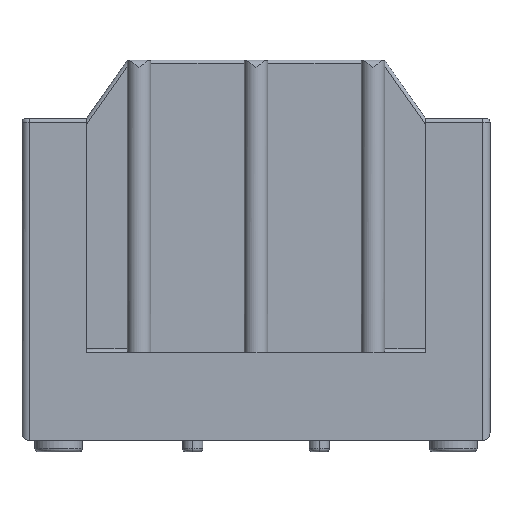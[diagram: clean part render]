
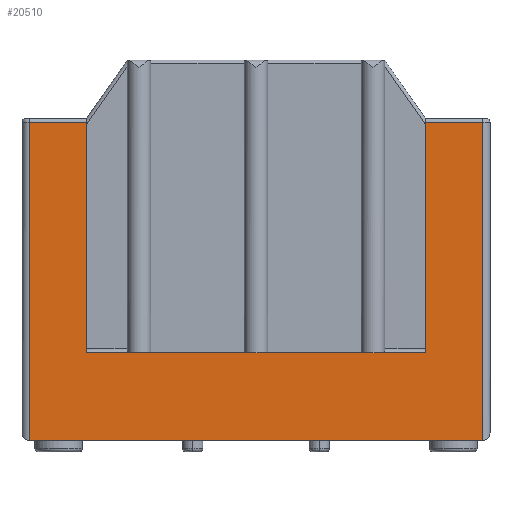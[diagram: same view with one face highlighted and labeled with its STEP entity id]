
A CAD part, left-side view. The second image highlights one B-rep face of the part: STEP entity #20510.
In plain terms, the highlighted planar face has unit normal (-1, 0, 0).
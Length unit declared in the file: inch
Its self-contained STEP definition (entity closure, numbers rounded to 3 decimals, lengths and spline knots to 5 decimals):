
#210 = DIRECTION ( 'NONE',  ( 0., 1., 0. ) ) ;
#212 = VECTOR ( 'NONE', #18921, 39.37008 ) ;
#435 = VECTOR ( 'NONE', #22365, 39.37008 ) ;
#571 = VECTOR ( 'NONE', #7694, 39.37008 ) ;
#816 = LINE ( 'NONE', #11825, #9670 ) ;
#876 = DIRECTION ( 'NONE',  ( 0., 0., 1. ) ) ;
#1074 = CARTESIAN_POINT ( 'NONE',  ( -1., 0., -2.5 ) ) ;
#1130 = CARTESIAN_POINT ( 'NONE',  ( -1., 0., -2.5 ) ) ;
#1198 = ORIENTED_EDGE ( 'NONE', *, *, #1209, .F. ) ;
#1209 = EDGE_CURVE ( 'NONE', #7727, #7344, #4956, .T. ) ;
#1659 = CARTESIAN_POINT ( 'NONE',  ( -1., 0., -3.25 ) ) ;
#1695 = ORIENTED_EDGE ( 'NONE', *, *, #12467, .T. ) ;
#1800 = PLANE ( 'NONE',  #10747 ) ;
#1828 = CARTESIAN_POINT ( 'NONE',  ( -1., 0., -0.5312 ) ) ;
#2016 = VECTOR ( 'NONE', #19540, 39.37008 ) ;
#2191 = CARTESIAN_POINT ( 'NONE',  ( -1., -1.45, -2.5 ) ) ;
#2211 = CARTESIAN_POINT ( 'NONE',  ( -1., -1.9375, -0.5312 ) ) ;
#2242 = VERTEX_POINT ( 'NONE', #8710 ) ;
#2544 = ORIENTED_EDGE ( 'NONE', *, *, #4222, .T. ) ;
#2642 = ORIENTED_EDGE ( 'NONE', *, *, #16768, .T. ) ;
#2942 = LINE ( 'NONE', #1074, #19366 ) ;
#3077 = ORIENTED_EDGE ( 'NONE', *, *, #22617, .F. ) ;
#3248 = ORIENTED_EDGE ( 'NONE', *, *, #15098, .F. ) ;
#3438 = ORIENTED_EDGE ( 'NONE', *, *, #3938, .F. ) ;
#3546 = VECTOR ( 'NONE', #876, 39.37008 ) ;
#3587 = VECTOR ( 'NONE', #13897, 39.37008 ) ;
#3938 = EDGE_CURVE ( 'NONE', #22369, #16725, #9828, .T. ) ;
#4222 = EDGE_CURVE ( 'NONE', #2242, #7025, #15050, .T. ) ;
#4451 = VERTEX_POINT ( 'NONE', #19339 ) ;
#4956 = LINE ( 'NONE', #1659, #13798 ) ;
#5411 = DIRECTION ( 'NONE',  ( -1., 0., 0. ) ) ;
#5898 = LINE ( 'NONE', #8057, #14719 ) ;
#6428 = ORIENTED_EDGE ( 'NONE', *, *, #8713, .F. ) ;
#6699 = LINE ( 'NONE', #16074, #2016 ) ;
#7025 = VERTEX_POINT ( 'NONE', #11874 ) ;
#7344 = VERTEX_POINT ( 'NONE', #8166 ) ;
#7436 = ORIENTED_EDGE ( 'NONE', *, *, #9223, .T. ) ;
#7694 = DIRECTION ( 'NONE',  ( 0., -1., 0. ) ) ;
#7727 = VERTEX_POINT ( 'NONE', #16750 ) ;
#7928 = ORIENTED_EDGE ( 'NONE', *, *, #11624, .T. ) ;
#8057 = CARTESIAN_POINT ( 'NONE',  ( -1., 0., -2.5 ) ) ;
#8166 = CARTESIAN_POINT ( 'NONE',  ( -1., 1.9375, -3.25 ) ) ;
#8247 = ORIENTED_EDGE ( 'NONE', *, *, #16016, .F. ) ;
#8710 = CARTESIAN_POINT ( 'NONE',  ( -1., 1.45, -0.5312 ) ) ;
#8713 = EDGE_CURVE ( 'NONE', #22403, #22538, #17731, .T. ) ;
#9223 = EDGE_CURVE ( 'NONE', #21809, #22538, #9599, .T. ) ;
#9599 = LINE ( 'NONE', #11707, #212 ) ;
#9670 = VECTOR ( 'NONE', #10032, 39.37008 ) ;
#9828 = LINE ( 'NONE', #1130, #435 ) ;
#10032 = DIRECTION ( 'NONE',  ( 0., 0., 1. ) ) ;
#10344 = VECTOR ( 'NONE', #210, 39.37008 ) ;
#10747 = AXIS2_PLACEMENT_3D ( 'NONE', #16049, #5411, #17876 ) ;
#11170 = VERTEX_POINT ( 'NONE', #14258 ) ;
#11624 = EDGE_CURVE ( 'NONE', #7727, #21809, #17765, .T. ) ;
#11676 = DIRECTION ( 'NONE',  ( 0., -1., 0. ) ) ;
#11707 = CARTESIAN_POINT ( 'NONE',  ( -1., 0., -0.5312 ) ) ;
#11825 = CARTESIAN_POINT ( 'NONE',  ( -1., 1.45, -2.5 ) ) ;
#11874 = CARTESIAN_POINT ( 'NONE',  ( -1., 1.9375, -0.5312 ) ) ;
#12467 = EDGE_CURVE ( 'NONE', #7025, #7344, #6699, .T. ) ;
#12551 = CARTESIAN_POINT ( 'NONE',  ( -1., 0., -2.5 ) ) ;
#13277 = CARTESIAN_POINT ( 'NONE',  ( -1., -1.45, -2.5 ) ) ;
#13798 = VECTOR ( 'NONE', #20990, 39.37008 ) ;
#13897 = DIRECTION ( 'NONE',  ( 0., 0., 1. ) ) ;
#14258 = CARTESIAN_POINT ( 'NONE',  ( -1., 1.45, -2.5 ) ) ;
#14667 = LINE ( 'NONE', #16623, #571 ) ;
#14719 = VECTOR ( 'NONE', #18738, 39.37008 ) ;
#14899 = CARTESIAN_POINT ( 'NONE',  ( -1., -1.45, -0.5312 ) ) ;
#15050 = LINE ( 'NONE', #1828, #10344 ) ;
#15098 = EDGE_CURVE ( 'NONE', #4451, #22369, #5898, .T. ) ;
#15223 = CARTESIAN_POINT ( 'NONE',  ( -1., -1., -2.5 ) ) ;
#15808 = CARTESIAN_POINT ( 'NONE',  ( -1., -1.9375, 0. ) ) ;
#16016 = EDGE_CURVE ( 'NONE', #16725, #22403, #14667, .T. ) ;
#16049 = CARTESIAN_POINT ( 'NONE',  ( -1., 0., 0. ) ) ;
#16074 = CARTESIAN_POINT ( 'NONE',  ( -1., 1.9375, 0. ) ) ;
#16469 = FACE_OUTER_BOUND ( 'NONE', #22582, .T. ) ;
#16623 = CARTESIAN_POINT ( 'NONE',  ( -1., 0., -2.5 ) ) ;
#16725 = VERTEX_POINT ( 'NONE', #15223 ) ;
#16750 = CARTESIAN_POINT ( 'NONE',  ( -1., -1.9375, -3.25 ) ) ;
#16768 = EDGE_CURVE ( 'NONE', #11170, #2242, #816, .T. ) ;
#17731 = LINE ( 'NONE', #13277, #3546 ) ;
#17765 = LINE ( 'NONE', #15808, #3587 ) ;
#17876 = DIRECTION ( 'NONE',  ( 0., 0., 1. ) ) ;
#18738 = DIRECTION ( 'NONE',  ( 0., -1., 0. ) ) ;
#18921 = DIRECTION ( 'NONE',  ( 0., 1., 0. ) ) ;
#19339 = CARTESIAN_POINT ( 'NONE',  ( -1., 1., -2.5 ) ) ;
#19366 = VECTOR ( 'NONE', #11676, 39.37008 ) ;
#19540 = DIRECTION ( 'NONE',  ( 0., 0., -1. ) ) ;
#20510 = ADVANCED_FACE ( 'NONE', ( #16469 ), #1800, .T. ) ;
#20990 = DIRECTION ( 'NONE',  ( 0., 1., 0. ) ) ;
#21809 = VERTEX_POINT ( 'NONE', #2211 ) ;
#22365 = DIRECTION ( 'NONE',  ( 0., -1., 0. ) ) ;
#22369 = VERTEX_POINT ( 'NONE', #12551 ) ;
#22403 = VERTEX_POINT ( 'NONE', #2191 ) ;
#22538 = VERTEX_POINT ( 'NONE', #14899 ) ;
#22582 = EDGE_LOOP ( 'NONE', ( #7928, #7436, #6428, #8247, #3438, #3248, #3077, #2642, #2544, #1695, #1198 ) ) ;
#22617 = EDGE_CURVE ( 'NONE', #11170, #4451, #2942, .T. ) ;
